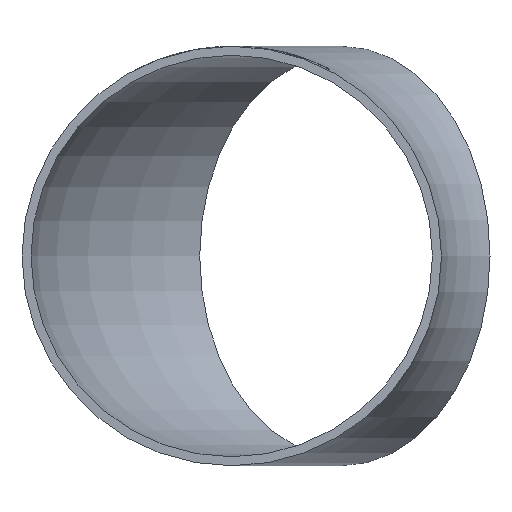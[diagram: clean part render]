
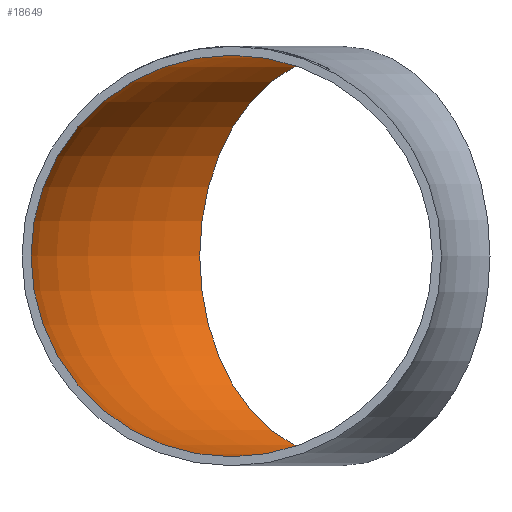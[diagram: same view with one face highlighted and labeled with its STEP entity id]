
A CAD part, front view. The second image highlights one B-rep face of the part: STEP entity #18649.
In plain terms, the highlighted toroidal (fillet/blend) face has major radius 125 mm and minor radius 66.85 mm.
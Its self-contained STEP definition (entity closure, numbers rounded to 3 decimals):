
#355 = CIRCLE ( 'NONE', #14357, 66.85 ) ;
#476 = VERTEX_POINT ( 'NONE', #22395 ) ;
#3340 = FACE_OUTER_BOUND ( 'NONE', #19284, .T. ) ;
#5137 = CARTESIAN_POINT ( 'NONE',  ( -88.388, 88.388, 0. ) ) ;
#5320 = DIRECTION ( 'NONE',  ( -1., 0., 0. ) ) ;
#7406 = DIRECTION ( 'NONE',  ( -0.707, 0.707, 0. ) ) ;
#10547 = CIRCLE ( 'NONE', #27245, 66.85 ) ;
#10762 = DIRECTION ( 'NONE',  ( 0., 0., 1. ) ) ;
#11518 = CARTESIAN_POINT ( 'NONE',  ( -125., 0., 66.85 ) ) ;
#11797 = VERTEX_POINT ( 'NONE', #11518 ) ;
#12590 = CARTESIAN_POINT ( 'NONE',  ( -125., 0., 0. ) ) ;
#13404 = ORIENTED_EDGE ( 'NONE', *, *, #17958, .F. ) ;
#14199 = ORIENTED_EDGE ( 'NONE', *, *, #27974, .T. ) ;
#14357 = AXIS2_PLACEMENT_3D ( 'NONE', #12590, #23494, #10762 ) ;
#14426 = TOROIDAL_SURFACE ( 'NONE', #20733, 125., 66.85 ) ;
#16364 = CARTESIAN_POINT ( 'NONE',  ( 0., 0., 0. ) ) ;
#17958 = EDGE_CURVE ( 'NONE', #11797, #11797, #355, .T. ) ;
#18292 = DIRECTION ( 'NONE',  ( 0.707, 0.707, 0. ) ) ;
#18626 = FACE_OUTER_BOUND ( 'NONE', #25294, .T. ) ;
#18649 = ADVANCED_FACE ( 'NONE', ( #18626, #3340 ), #14426, .F. ) ;
#19284 = EDGE_LOOP ( 'NONE', ( #13404 ) ) ;
#20733 = AXIS2_PLACEMENT_3D ( 'NONE', #16364, #24977, #5320 ) ;
#22395 = CARTESIAN_POINT ( 'NONE',  ( -135.658, 135.658, 0. ) ) ;
#23494 = DIRECTION ( 'NONE',  ( 0., 1., 0. ) ) ;
#24977 = DIRECTION ( 'NONE',  ( 0., 0., -1. ) ) ;
#25294 = EDGE_LOOP ( 'NONE', ( #14199 ) ) ;
#27245 = AXIS2_PLACEMENT_3D ( 'NONE', #5137, #18292, #7406 ) ;
#27974 = EDGE_CURVE ( 'NONE', #476, #476, #10547, .T. ) ;
